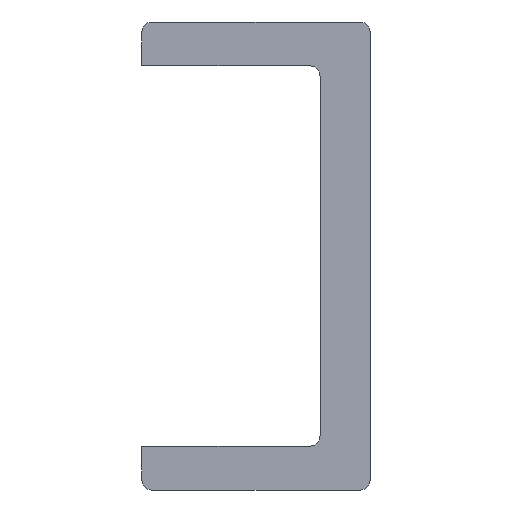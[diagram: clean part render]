
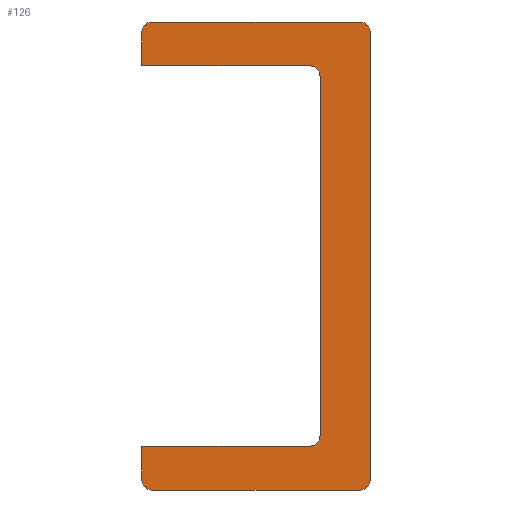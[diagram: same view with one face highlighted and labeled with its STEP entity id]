
A CAD part, front view. The second image highlights one B-rep face of the part: STEP entity #126.
In plain terms, the highlighted planar face has unit normal (0, -1, 0).
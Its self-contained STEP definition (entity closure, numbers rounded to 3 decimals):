
#126 = ADVANCED_FACE( '', ( #326 ), #327, .F. );
#326 = FACE_OUTER_BOUND( '', #711, .T. );
#327 = PLANE( '', #712 );
#711 = EDGE_LOOP( '', ( #1113, #1114, #1115, #1116, #1117, #1118, #1119, #1120, #1121, #1122, #1123, #1124, #1125, #1126 ) );
#712 = AXIS2_PLACEMENT_3D( '', #1127, #1128, #1129 );
#1113 = ORIENTED_EDGE( '', *, *, #1692, .F. );
#1114 = ORIENTED_EDGE( '', *, *, #1693, .T. );
#1115 = ORIENTED_EDGE( '', *, *, #1681, .F. );
#1116 = ORIENTED_EDGE( '', *, *, #1694, .T. );
#1117 = ORIENTED_EDGE( '', *, *, #1695, .F. );
#1118 = ORIENTED_EDGE( '', *, *, #1696, .F. );
#1119 = ORIENTED_EDGE( '', *, *, #1697, .F. );
#1120 = ORIENTED_EDGE( '', *, *, #1698, .F. );
#1121 = ORIENTED_EDGE( '', *, *, #1699, .F. );
#1122 = ORIENTED_EDGE( '', *, *, #1700, .F. );
#1123 = ORIENTED_EDGE( '', *, *, #1701, .F. );
#1124 = ORIENTED_EDGE( '', *, *, #1702, .T. );
#1125 = ORIENTED_EDGE( '', *, *, #1703, .F. );
#1126 = ORIENTED_EDGE( '', *, *, #1704, .T. );
#1127 = CARTESIAN_POINT( '', ( -10.5, 0., 21.5 ) );
#1128 = DIRECTION( '', ( 0., 1., 0. ) );
#1129 = DIRECTION( '', ( 0., 0., 1. ) );
#1681 = EDGE_CURVE( '', #1917, #1918, #1919, .T. );
#1692 = EDGE_CURVE( '', #1936, #1937, #1938, .T. );
#1693 = EDGE_CURVE( '', #1936, #1918, #1939, .F. );
#1694 = EDGE_CURVE( '', #1917, #1940, #1941, .F. );
#1695 = EDGE_CURVE( '', #1942, #1940, #1943, .T. );
#1696 = EDGE_CURVE( '', #1944, #1942, #1945, .T. );
#1697 = EDGE_CURVE( '', #1946, #1944, #1947, .T. );
#1698 = EDGE_CURVE( '', #1948, #1946, #1949, .T. );
#1699 = EDGE_CURVE( '', #1950, #1948, #1951, .T. );
#1700 = EDGE_CURVE( '', #1952, #1950, #1953, .T. );
#1701 = EDGE_CURVE( '', #1954, #1952, #1955, .T. );
#1702 = EDGE_CURVE( '', #1954, #1956, #1957, .F. );
#1703 = EDGE_CURVE( '', #1958, #1956, #1959, .T. );
#1704 = EDGE_CURVE( '', #1958, #1937, #1960, .F. );
#1917 = VERTEX_POINT( '', #2267 );
#1918 = VERTEX_POINT( '', #2268 );
#1919 = LINE( '', #2269, #2270 );
#1936 = VERTEX_POINT( '', #2290 );
#1937 = VERTEX_POINT( '', #2291 );
#1938 = LINE( '', #2292, #2293 );
#1939 = CIRCLE( '', #2294, 0.9 );
#1940 = VERTEX_POINT( '', #2295 );
#1941 = CIRCLE( '', #2296, 0.9 );
#1942 = VERTEX_POINT( '', #2297 );
#1943 = LINE( '', #2298, #2299 );
#1944 = VERTEX_POINT( '', #2300 );
#1945 = LINE( '', #2301, #2302 );
#1946 = VERTEX_POINT( '', #2303 );
#1947 = CIRCLE( '', #2304, 1. );
#1948 = VERTEX_POINT( '', #2305 );
#1949 = LINE( '', #2306, #2307 );
#1950 = VERTEX_POINT( '', #2308 );
#1951 = CIRCLE( '', #2309, 1. );
#1952 = VERTEX_POINT( '', #2310 );
#1953 = LINE( '', #2311, #2312 );
#1954 = VERTEX_POINT( '', #2313 );
#1955 = LINE( '', #2314, #2315 );
#1956 = VERTEX_POINT( '', #2316 );
#1957 = CIRCLE( '', #2317, 0.9 );
#1958 = VERTEX_POINT( '', #2318 );
#1959 = LINE( '', #2319, #2320 );
#1960 = CIRCLE( '', #2321, 0.9 );
#2267 = CARTESIAN_POINT( '', ( -9.6, 0., 21.5 ) );
#2268 = CARTESIAN_POINT( '', ( 9.6, 0., 21.5 ) );
#2269 = CARTESIAN_POINT( '', ( -10.5, 0., 21.5 ) );
#2270 = VECTOR( '', #2652, 1000. );
#2290 = CARTESIAN_POINT( '', ( 10.5, 0., 20.6 ) );
#2291 = CARTESIAN_POINT( '', ( 10.5, 0., -20.6 ) );
#2292 = CARTESIAN_POINT( '', ( 10.5, 0., 21.5 ) );
#2293 = VECTOR( '', #2668, 1000. );
#2294 = AXIS2_PLACEMENT_3D( '', #2669, #2670, #2671 );
#2295 = CARTESIAN_POINT( '', ( -10.5, 0., 20.6 ) );
#2296 = AXIS2_PLACEMENT_3D( '', #2672, #2673, #2674 );
#2297 = CARTESIAN_POINT( '', ( -10.5, 0., 17.5 ) );
#2298 = CARTESIAN_POINT( '', ( -10.5, 0., -21.5 ) );
#2299 = VECTOR( '', #2675, 1000. );
#2300 = CARTESIAN_POINT( '', ( 4.9, 0., 17.5 ) );
#2301 = CARTESIAN_POINT( '', ( 4.9, 0., 17.5 ) );
#2302 = VECTOR( '', #2676, 1000. );
#2303 = CARTESIAN_POINT( '', ( 5.9, 0., 16.5 ) );
#2304 = AXIS2_PLACEMENT_3D( '', #2677, #2678, #2679 );
#2305 = CARTESIAN_POINT( '', ( 5.9, 0., -16.5 ) );
#2306 = CARTESIAN_POINT( '', ( 5.9, 0., 16.5 ) );
#2307 = VECTOR( '', #2680, 1000. );
#2308 = CARTESIAN_POINT( '', ( 4.9, 0., -17.5 ) );
#2309 = AXIS2_PLACEMENT_3D( '', #2681, #2682, #2683 );
#2310 = CARTESIAN_POINT( '', ( -10.5, 0., -17.5 ) );
#2311 = CARTESIAN_POINT( '', ( 4.9, 0., -17.5 ) );
#2312 = VECTOR( '', #2684, 1000. );
#2313 = CARTESIAN_POINT( '', ( -10.5, 0., -20.6 ) );
#2314 = CARTESIAN_POINT( '', ( -10.5, 0., -21.5 ) );
#2315 = VECTOR( '', #2685, 1000. );
#2316 = CARTESIAN_POINT( '', ( -9.6, 0., -21.5 ) );
#2317 = AXIS2_PLACEMENT_3D( '', #2686, #2687, #2688 );
#2318 = CARTESIAN_POINT( '', ( 9.6, 0., -21.5 ) );
#2319 = CARTESIAN_POINT( '', ( 10.5, 0., -21.5 ) );
#2320 = VECTOR( '', #2689, 1000. );
#2321 = AXIS2_PLACEMENT_3D( '', #2690, #2691, #2692 );
#2652 = DIRECTION( '', ( 1., 0., 0. ) );
#2668 = DIRECTION( '', ( 0., 0., -1. ) );
#2669 = CARTESIAN_POINT( '', ( 9.6, 0., 20.6 ) );
#2670 = DIRECTION( '', ( 0., 1., 0. ) );
#2671 = DIRECTION( '', ( 0., 0., 1. ) );
#2672 = CARTESIAN_POINT( '', ( -9.6, 0., 20.6 ) );
#2673 = DIRECTION( '', ( 0., 1., 0. ) );
#2674 = DIRECTION( '', ( 0., 0., 1. ) );
#2675 = DIRECTION( '', ( 0., 0., 1. ) );
#2676 = DIRECTION( '', ( -1., 0., 0. ) );
#2677 = CARTESIAN_POINT( '', ( 4.9, 0., 16.5 ) );
#2678 = DIRECTION( '', ( 0., -1., 0. ) );
#2679 = DIRECTION( '', ( -1., 0., 0. ) );
#2680 = DIRECTION( '', ( 0., 0., 1. ) );
#2681 = CARTESIAN_POINT( '', ( 4.9, 0., -16.5 ) );
#2682 = DIRECTION( '', ( 0., -1., 0. ) );
#2683 = DIRECTION( '', ( -1., 0., 0. ) );
#2684 = DIRECTION( '', ( 1., 0., 0. ) );
#2685 = DIRECTION( '', ( 0., 0., 1. ) );
#2686 = CARTESIAN_POINT( '', ( -9.6, 0., -20.6 ) );
#2687 = DIRECTION( '', ( 0., 1., 0. ) );
#2688 = DIRECTION( '', ( 0., 0., 1. ) );
#2689 = DIRECTION( '', ( -1., 0., 0. ) );
#2690 = CARTESIAN_POINT( '', ( 9.6, 0., -20.6 ) );
#2691 = DIRECTION( '', ( 0., 1., 0. ) );
#2692 = DIRECTION( '', ( 0., 0., 1. ) );
